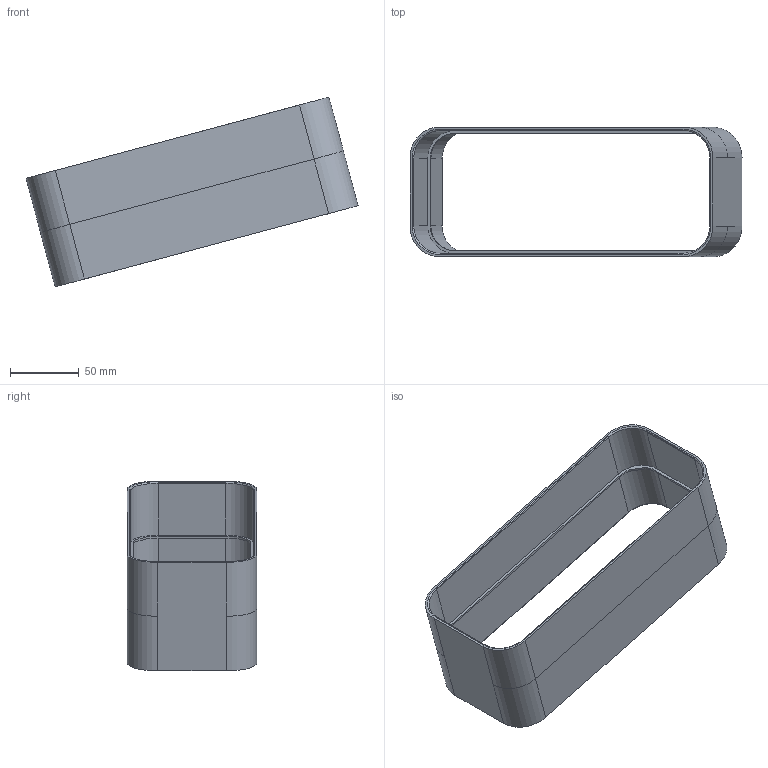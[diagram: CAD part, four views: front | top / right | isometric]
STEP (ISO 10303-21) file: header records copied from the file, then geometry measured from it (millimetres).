
FILE_DESCRIPTION(('STEP AP214'),'1');
FILE_NAME('4043005_V_F-RVB 150 Rohrverbinder.STP','2020-07-24T05:53:50',(' '),(' '),'Spatial InterOp 3D',' ',' ');
FILE_SCHEMA(('AUTOMOTIVE_DESIGN { 1 0 10303 214 1 1 1 1 }'));
Length unit declared in the file: millimetre
Products named in the file (1): 1
Bounding box: 240.73 x 94 x 137.57 mm (x, y, z)
Volume: 124806 mm3; surface area: 102105.8 mm2
Topology: 1 solids, 1 shells, 68 faces, 172 edges, 108 vertices
Faces by surface type: cylinder 37, plane 23, torus 8
Entity records: 2083 total; most frequent: DIRECTION 388, CARTESIAN_POINT 349, ORIENTED_EDGE 344, EDGE_CURVE 172, AXIS2_PLACEMENT_3D 147, VERTEX_POINT 108, LINE 94, VECTOR 94
